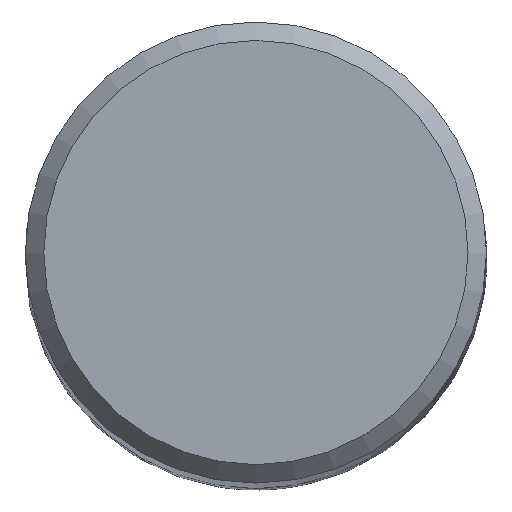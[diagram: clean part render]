
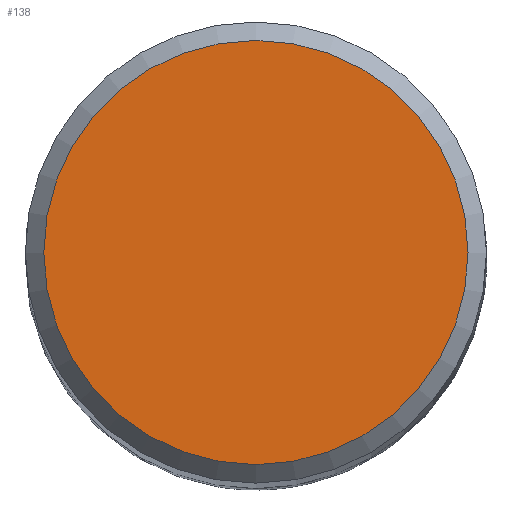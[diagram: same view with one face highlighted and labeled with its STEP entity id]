
A CAD part, top view. The second image highlights one B-rep face of the part: STEP entity #138.
In plain terms, the highlighted planar face has unit normal (0, 0, 1).
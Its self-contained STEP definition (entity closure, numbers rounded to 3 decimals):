
#110=FACE_OUTER_BOUND('',#214,.T.);
#113=PLANE('',#420);
#138=ADVANCED_FACE('CU_SU3',(#110),#113,.F.);
#214=EDGE_LOOP('',(#252));
#252=ORIENTED_EDGE('',*,*,#294,.F.);
#274=VERTEX_POINT('',#589);
#294=EDGE_CURVE('',#274,#274,#313,.T.);
#313=CIRCLE('',#419,11.497);
#419=AXIS2_PLACEMENT_3D('',#588,#508,#509);
#420=AXIS2_PLACEMENT_3D('',#590,#510,#511);
#508=DIRECTION('',(0.,0.,-1.));
#509=DIRECTION('',(-1.,0.,0.));
#510=DIRECTION('',(0.,0.,-1.));
#511=DIRECTION('',(-1.,0.,0.));
#588=CARTESIAN_POINT('',(0.,0.,0.));
#589=CARTESIAN_POINT('',(-11.497,0.,0.));
#590=CARTESIAN_POINT('',(0.,0.,0.));
